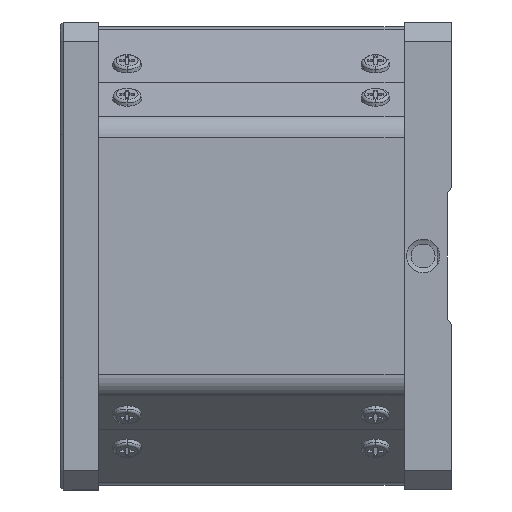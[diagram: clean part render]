
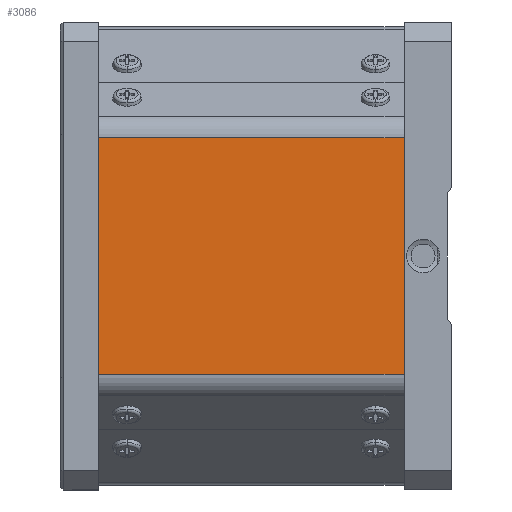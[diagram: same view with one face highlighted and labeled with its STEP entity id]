
A CAD part, left-side view. The second image highlights one B-rep face of the part: STEP entity #3086.
In plain terms, the highlighted face is planar.
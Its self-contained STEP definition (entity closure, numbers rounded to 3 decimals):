
#105 = CARTESIAN_POINT ( 'NONE',  ( 5.383, 0., 7.8 ) ) ;
#1361 = DIRECTION ( 'NONE',  ( 1., 0., 0. ) ) ;
#1365 = CARTESIAN_POINT ( 'NONE',  ( 4.215, 0., 7.8 ) ) ;
#1391 = LINE ( 'NONE', #1365, #11657 ) ;
#3086 = ADVANCED_FACE ( 'NONE', ( #14882 ), #14874, .F. ) ;
#5662 = EDGE_CURVE ( 'NONE', #14781, #21564, #22531, .T. ) ;
#5716 = VERTEX_POINT ( 'NONE', #22009 ) ;
#5717 = DIRECTION ( 'NONE',  ( 0., 1., 0. ) ) ;
#5728 = CARTESIAN_POINT ( 'NONE',  ( 30.146, 32., 7.8 ) ) ;
#5758 = LINE ( 'NONE', #5728, #18480 ) ;
#6908 = CARTESIAN_POINT ( 'NONE',  ( 30.146, 32., 7.8 ) ) ;
#9472 = ORIENTED_EDGE ( 'NONE', *, *, #17754, .T. ) ;
#9531 = ORIENTED_EDGE ( 'NONE', *, *, #24369, .T. ) ;
#9599 = ORIENTED_EDGE ( 'NONE', *, *, #20228, .F. ) ;
#9668 = ORIENTED_EDGE ( 'NONE', *, *, #5662, .T. ) ;
#10697 = DIRECTION ( 'NONE',  ( 1., 0., 0. ) ) ;
#10700 = CARTESIAN_POINT ( 'NONE',  ( 4.215, 32., 7.8 ) ) ;
#10715 = LINE ( 'NONE', #10700, #12618 ) ;
#11233 = AXIS2_PLACEMENT_3D ( 'NONE', #14869, #14848, #14818 ) ;
#11604 = VECTOR ( 'NONE', #22502, 1000. ) ;
#11657 = VECTOR ( 'NONE', #1361, 1000. ) ;
#12618 = VECTOR ( 'NONE', #10697, 1000. ) ;
#13813 = CARTESIAN_POINT ( 'NONE',  ( 5.383, 32., 7.8 ) ) ;
#14781 = VERTEX_POINT ( 'NONE', #13813 ) ;
#14818 = DIRECTION ( 'NONE',  ( -1., 0., 0. ) ) ;
#14848 = DIRECTION ( 'NONE',  ( 0., 0., -1. ) ) ;
#14869 = CARTESIAN_POINT ( 'NONE',  ( 4.215, 32., 7.8 ) ) ;
#14874 = PLANE ( 'NONE',  #11233 ) ;
#14882 = FACE_OUTER_BOUND ( 'NONE', #21340, .T. ) ;
#17754 = EDGE_CURVE ( 'NONE', #21564, #5716, #1391, .T. ) ;
#18480 = VECTOR ( 'NONE', #5717, 1000. ) ;
#20228 = EDGE_CURVE ( 'NONE', #14781, #20678, #10715, .T. ) ;
#20678 = VERTEX_POINT ( 'NONE', #6908 ) ;
#21340 = EDGE_LOOP ( 'NONE', ( #9472, #9531, #9599, #9668 ) ) ;
#21564 = VERTEX_POINT ( 'NONE', #105 ) ;
#22009 = CARTESIAN_POINT ( 'NONE',  ( 30.146, 0., 7.8 ) ) ;
#22502 = DIRECTION ( 'NONE',  ( 0., -1., 0. ) ) ;
#22523 = CARTESIAN_POINT ( 'NONE',  ( 5.383, 32., 7.8 ) ) ;
#22531 = LINE ( 'NONE', #22523, #11604 ) ;
#24369 = EDGE_CURVE ( 'NONE', #5716, #20678, #5758, .T. ) ;
